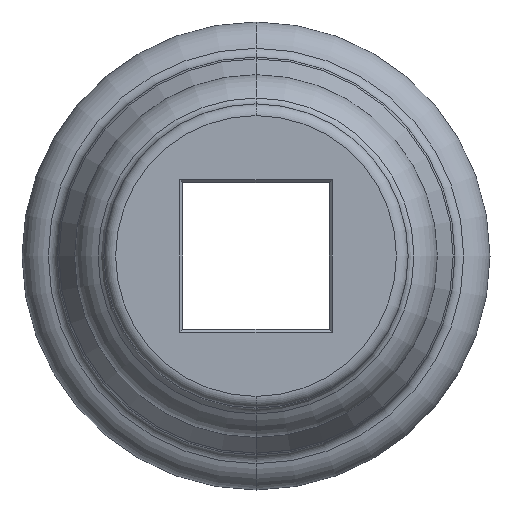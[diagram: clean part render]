
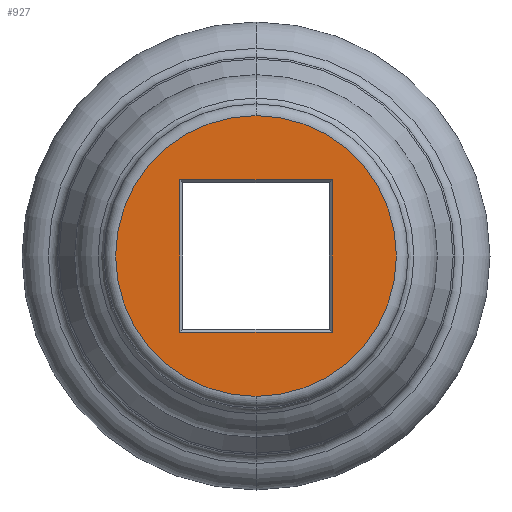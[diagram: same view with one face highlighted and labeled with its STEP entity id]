
A CAD part, front view. The second image highlights one B-rep face of the part: STEP entity #927.
In plain terms, the highlighted planar face has unit normal (0, -1, 0).
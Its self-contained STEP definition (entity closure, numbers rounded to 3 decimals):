
#39 = DIRECTION ( 'NONE',  ( 0., 0., -1. ) ) ;
#42 = LINE ( 'NONE', #1144, #383 ) ;
#44 = ORIENTED_EDGE ( 'NONE', *, *, #447, .T. ) ;
#46 = DIRECTION ( 'NONE',  ( 0., -1., 0. ) ) ;
#56 = PLANE ( 'NONE',  #1460 ) ;
#71 = CARTESIAN_POINT ( 'NONE',  ( 0., -33.5, 0. ) ) ;
#72 = DIRECTION ( 'NONE',  ( 0., -1., 0. ) ) ;
#112 = CIRCLE ( 'NONE', #1211, 12. ) ;
#137 = ORIENTED_EDGE ( 'NONE', *, *, #1527, .T. ) ;
#209 = LINE ( 'NONE', #1015, #523 ) ;
#248 = EDGE_LOOP ( 'NONE', ( #604, #1379, #137, #44 ) ) ;
#268 = ORIENTED_EDGE ( 'NONE', *, *, #1176, .T. ) ;
#289 = ORIENTED_EDGE ( 'NONE', *, *, #403, .T. ) ;
#298 = VECTOR ( 'NONE', #867, 1000. ) ;
#383 = VECTOR ( 'NONE', #1126, 1000. ) ;
#396 = EDGE_CURVE ( 'NONE', #575, #718, #42, .T. ) ;
#403 = EDGE_CURVE ( 'NONE', #527, #1307, #112, .T. ) ;
#443 = VECTOR ( 'NONE', #502, 1000. ) ;
#447 = EDGE_CURVE ( 'NONE', #1447, #575, #209, .T. ) ;
#487 = CARTESIAN_POINT ( 'NONE',  ( 6.5, -33.5, -6.5 ) ) ;
#493 = VERTEX_POINT ( 'NONE', #835 ) ;
#495 = CARTESIAN_POINT ( 'NONE',  ( -6.5, -33.5, 6.25 ) ) ;
#502 = DIRECTION ( 'NONE',  ( 0., 0., 1. ) ) ;
#506 = AXIS2_PLACEMENT_3D ( 'NONE', #848, #72, #963 ) ;
#523 = VECTOR ( 'NONE', #1048, 1000. ) ;
#527 = VERTEX_POINT ( 'NONE', #847 ) ;
#575 = VERTEX_POINT ( 'NONE', #685 ) ;
#583 = CARTESIAN_POINT ( 'NONE',  ( -6.5, -33.5, 6.5 ) ) ;
#604 = ORIENTED_EDGE ( 'NONE', *, *, #396, .T. ) ;
#685 = CARTESIAN_POINT ( 'NONE',  ( 6.5, -33.5, 6.5 ) ) ;
#716 = FACE_BOUND ( 'NONE', #248, .T. ) ;
#718 = VERTEX_POINT ( 'NONE', #487 ) ;
#777 = LINE ( 'NONE', #495, #443 ) ;
#835 = CARTESIAN_POINT ( 'NONE',  ( -6.5, -33.5, -6.5 ) ) ;
#847 = CARTESIAN_POINT ( 'NONE',  ( 0., -33.5, -12. ) ) ;
#848 = CARTESIAN_POINT ( 'NONE',  ( 0., -33.5, 0. ) ) ;
#867 = DIRECTION ( 'NONE',  ( -1., 0., 0. ) ) ;
#927 = ADVANCED_FACE ( 'NONE', ( #716, #1032 ), #56, .T. ) ;
#955 = LINE ( 'NONE', #1200, #298 ) ;
#963 = DIRECTION ( 'NONE',  ( 0., 0., -1. ) ) ;
#1015 = CARTESIAN_POINT ( 'NONE',  ( 6.25, -33.5, 6.5 ) ) ;
#1032 = FACE_OUTER_BOUND ( 'NONE', #1418, .T. ) ;
#1048 = DIRECTION ( 'NONE',  ( 1., 0., 0. ) ) ;
#1055 = DIRECTION ( 'NONE',  ( 0., 0., -1. ) ) ;
#1057 = DIRECTION ( 'NONE',  ( 0., -1., 0. ) ) ;
#1063 = CARTESIAN_POINT ( 'NONE',  ( 0., -33.5, 0. ) ) ;
#1111 = EDGE_CURVE ( 'NONE', #718, #493, #955, .T. ) ;
#1126 = DIRECTION ( 'NONE',  ( 0., 0., -1. ) ) ;
#1144 = CARTESIAN_POINT ( 'NONE',  ( 6.5, -33.5, -6.25 ) ) ;
#1176 = EDGE_CURVE ( 'NONE', #1307, #527, #1425, .T. ) ;
#1200 = CARTESIAN_POINT ( 'NONE',  ( -6.25, -33.5, -6.5 ) ) ;
#1211 = AXIS2_PLACEMENT_3D ( 'NONE', #1063, #1057, #1055 ) ;
#1307 = VERTEX_POINT ( 'NONE', #1510 ) ;
#1379 = ORIENTED_EDGE ( 'NONE', *, *, #1111, .T. ) ;
#1418 = EDGE_LOOP ( 'NONE', ( #289, #268 ) ) ;
#1425 = CIRCLE ( 'NONE', #506, 12. ) ;
#1447 = VERTEX_POINT ( 'NONE', #583 ) ;
#1460 = AXIS2_PLACEMENT_3D ( 'NONE', #71, #46, #39 ) ;
#1510 = CARTESIAN_POINT ( 'NONE',  ( 0., -33.5, 12. ) ) ;
#1527 = EDGE_CURVE ( 'NONE', #493, #1447, #777, .T. ) ;
